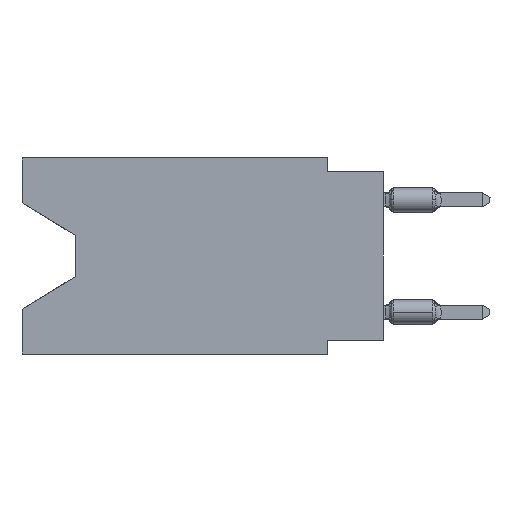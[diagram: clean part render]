
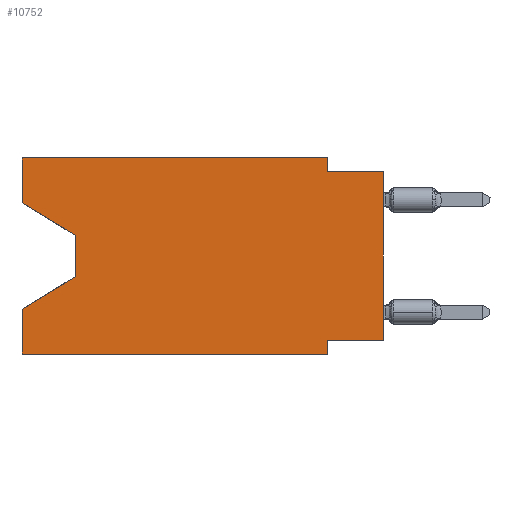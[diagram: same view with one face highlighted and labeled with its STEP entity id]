
A CAD part, left-side view. The second image highlights one B-rep face of the part: STEP entity #10752.
In plain terms, the highlighted planar face has unit normal (-1, 0, 0).
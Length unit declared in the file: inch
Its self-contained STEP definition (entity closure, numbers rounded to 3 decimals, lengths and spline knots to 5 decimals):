
#694 = VECTOR ( 'NONE', #14028, 39.37008 ) ;
#986 = EDGE_CURVE ( 'NONE', #1464, #5096, #25520, .T. ) ;
#1376 = CARTESIAN_POINT ( 'NONE',  ( 0., 0., -0.025 ) ) ;
#1464 = VERTEX_POINT ( 'NONE', #21980 ) ;
#1739 = VERTEX_POINT ( 'NONE', #28006 ) ;
#2761 = ORIENTED_EDGE ( 'NONE', *, *, #26007, .F. ) ;
#4027 = EDGE_CURVE ( 'NONE', #7486, #14208, #10554, .T. ) ;
#4101 = DIRECTION ( 'NONE',  ( 0., 0., -1. ) ) ;
#4347 = VECTOR ( 'NONE', #22280, 39.37008 ) ;
#4441 = VECTOR ( 'NONE', #9215, 39.37008 ) ;
#4759 = DIRECTION ( 'NONE',  ( 0., -1., 0. ) ) ;
#4861 = CARTESIAN_POINT ( 'NONE',  ( 0., 0.645, 0. ) ) ;
#5096 = VERTEX_POINT ( 'NONE', #8974 ) ;
#5525 = VECTOR ( 'NONE', #12251, 39.37008 ) ;
#5591 = ORIENTED_EDGE ( 'NONE', *, *, #18922, .T. ) ;
#5594 = LINE ( 'NONE', #29241, #21042 ) ;
#5899 = CARTESIAN_POINT ( 'NONE',  ( 0., 0.1, -0.325 ) ) ;
#6162 = ORIENTED_EDGE ( 'NONE', *, *, #12481, .T. ) ;
#6312 = LINE ( 'NONE', #10841, #4347 ) ;
#6676 = EDGE_CURVE ( 'NONE', #7486, #12209, #10916, .T. ) ;
#6709 = EDGE_CURVE ( 'NONE', #19868, #14208, #16197, .T. ) ;
#6963 = LINE ( 'NONE', #15729, #21019 ) ;
#7336 = CARTESIAN_POINT ( 'NONE',  ( 0., 0.645, -0.35 ) ) ;
#7453 = EDGE_CURVE ( 'NONE', #5096, #19868, #6312, .T. ) ;
#7486 = VERTEX_POINT ( 'NONE', #8585 ) ;
#7598 = CARTESIAN_POINT ( 'NONE',  ( 0., 0.55, -0.138 ) ) ;
#7678 = ORIENTED_EDGE ( 'NONE', *, *, #7453, .F. ) ;
#7932 = EDGE_CURVE ( 'NONE', #16057, #12003, #25430, .T. ) ;
#8585 = CARTESIAN_POINT ( 'NONE',  ( 0., 0., -0.325 ) ) ;
#8972 = CARTESIAN_POINT ( 'NONE',  ( 0., 0.55, -0.212 ) ) ;
#8974 = CARTESIAN_POINT ( 'NONE',  ( 0., 0.1, 0. ) ) ;
#9215 = DIRECTION ( 'NONE',  ( 0., 0.855, -0.519 ) ) ;
#9521 = ORIENTED_EDGE ( 'NONE', *, *, #4027, .T. ) ;
#10341 = CARTESIAN_POINT ( 'NONE',  ( 0., 0.1, -0.025 ) ) ;
#10524 = DIRECTION ( 'NONE',  ( 0., -0.855, -0.519 ) ) ;
#10554 = LINE ( 'NONE', #20478, #14303 ) ;
#10661 = ORIENTED_EDGE ( 'NONE', *, *, #25725, .F. ) ;
#10752 = ADVANCED_FACE ( 'NONE', ( #17483 ), #26382, .F. ) ;
#10841 = CARTESIAN_POINT ( 'NONE',  ( 0., 0.1, 0. ) ) ;
#10916 = LINE ( 'NONE', #18162, #27910 ) ;
#11485 = CARTESIAN_POINT ( 'NONE',  ( 0., 0.55, -0.212 ) ) ;
#11697 = AXIS2_PLACEMENT_3D ( 'NONE', #28779, #26522, #19882 ) ;
#12003 = VERTEX_POINT ( 'NONE', #18378 ) ;
#12209 = VERTEX_POINT ( 'NONE', #5899 ) ;
#12251 = DIRECTION ( 'NONE',  ( 0., 0., -1. ) ) ;
#12481 = EDGE_CURVE ( 'NONE', #26370, #23568, #19065, .T. ) ;
#12812 = DIRECTION ( 'NONE',  ( 0., 0., 1. ) ) ;
#12935 = ORIENTED_EDGE ( 'NONE', *, *, #6676, .F. ) ;
#13213 = CARTESIAN_POINT ( 'NONE',  ( 0., 0.645, -0.08025 ) ) ;
#14028 = DIRECTION ( 'NONE',  ( 0., -1., 0. ) ) ;
#14208 = VERTEX_POINT ( 'NONE', #1376 ) ;
#14212 = DIRECTION ( 'NONE',  ( 0., 0., 1. ) ) ;
#14303 = VECTOR ( 'NONE', #25292, 39.37008 ) ;
#14806 = ORIENTED_EDGE ( 'NONE', *, *, #24685, .T. ) ;
#15271 = ORIENTED_EDGE ( 'NONE', *, *, #7932, .T. ) ;
#15517 = CARTESIAN_POINT ( 'NONE',  ( 0., 0.645, -0.35 ) ) ;
#15729 = CARTESIAN_POINT ( 'NONE',  ( 0., 0.1, -0.35 ) ) ;
#16057 = VERTEX_POINT ( 'NONE', #15517 ) ;
#16197 = LINE ( 'NONE', #29300, #19748 ) ;
#17483 = FACE_OUTER_BOUND ( 'NONE', #24801, .T. ) ;
#17978 = LINE ( 'NONE', #11485, #4441 ) ;
#18162 = CARTESIAN_POINT ( 'NONE',  ( 0., 0., -0.325 ) ) ;
#18378 = CARTESIAN_POINT ( 'NONE',  ( 0., 0.1, -0.35 ) ) ;
#18675 = VECTOR ( 'NONE', #10524, 39.37008 ) ;
#18922 = EDGE_CURVE ( 'NONE', #23568, #1739, #17978, .T. ) ;
#19065 = LINE ( 'NONE', #7598, #5525 ) ;
#19748 = VECTOR ( 'NONE', #24791, 39.37008 ) ;
#19868 = VERTEX_POINT ( 'NONE', #10341 ) ;
#19882 = DIRECTION ( 'NONE',  ( 0., 0., -1. ) ) ;
#20450 = CARTESIAN_POINT ( 'NONE',  ( 0., 0.645, -0.08025 ) ) ;
#20478 = CARTESIAN_POINT ( 'NONE',  ( 0., 0., 0. ) ) ;
#20736 = CARTESIAN_POINT ( 'NONE',  ( 0., 0.55, -0.138 ) ) ;
#21019 = VECTOR ( 'NONE', #4101, 39.37008 ) ;
#21042 = VECTOR ( 'NONE', #12812, 39.37008 ) ;
#21980 = CARTESIAN_POINT ( 'NONE',  ( 0., 0.645, 0. ) ) ;
#22280 = DIRECTION ( 'NONE',  ( 0., 0., -1. ) ) ;
#22448 = EDGE_CURVE ( 'NONE', #26308, #1464, #23874, .T. ) ;
#22953 = DIRECTION ( 'NONE',  ( 0., 1., 0. ) ) ;
#23568 = VERTEX_POINT ( 'NONE', #8972 ) ;
#23779 = VECTOR ( 'NONE', #14212, 39.37008 ) ;
#23874 = LINE ( 'NONE', #24034, #23779 ) ;
#24034 = CARTESIAN_POINT ( 'NONE',  ( 0., 0.645, 0. ) ) ;
#24685 = EDGE_CURVE ( 'NONE', #26308, #26370, #26806, .T. ) ;
#24791 = DIRECTION ( 'NONE',  ( 0., -1., 0. ) ) ;
#24801 = EDGE_LOOP ( 'NONE', ( #14806, #6162, #5591, #2761, #15271, #10661, #12935, #9521, #27610, #7678, #28334, #27202 ) ) ;
#25292 = DIRECTION ( 'NONE',  ( 0., 0., 1. ) ) ;
#25430 = LINE ( 'NONE', #7336, #28930 ) ;
#25520 = LINE ( 'NONE', #4861, #694 ) ;
#25725 = EDGE_CURVE ( 'NONE', #12209, #12003, #6963, .T. ) ;
#26007 = EDGE_CURVE ( 'NONE', #16057, #1739, #5594, .T. ) ;
#26308 = VERTEX_POINT ( 'NONE', #20450 ) ;
#26370 = VERTEX_POINT ( 'NONE', #20736 ) ;
#26382 = PLANE ( 'NONE',  #11697 ) ;
#26522 = DIRECTION ( 'NONE',  ( 1., 0., 0. ) ) ;
#26806 = LINE ( 'NONE', #13213, #18675 ) ;
#27202 = ORIENTED_EDGE ( 'NONE', *, *, #22448, .F. ) ;
#27610 = ORIENTED_EDGE ( 'NONE', *, *, #6709, .F. ) ;
#27910 = VECTOR ( 'NONE', #22953, 39.37008 ) ;
#28006 = CARTESIAN_POINT ( 'NONE',  ( 0., 0.645, -0.26975 ) ) ;
#28334 = ORIENTED_EDGE ( 'NONE', *, *, #986, .F. ) ;
#28779 = CARTESIAN_POINT ( 'NONE',  ( 0., 0.645, 0. ) ) ;
#28930 = VECTOR ( 'NONE', #4759, 39.37008 ) ;
#29241 = CARTESIAN_POINT ( 'NONE',  ( 0., 0.645, 0. ) ) ;
#29300 = CARTESIAN_POINT ( 'NONE',  ( 0., 0., -0.025 ) ) ;
